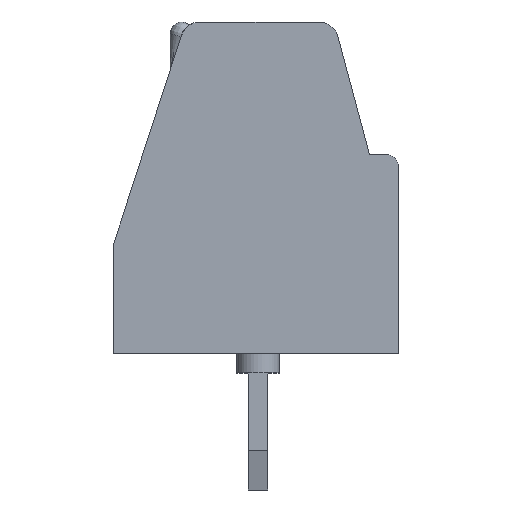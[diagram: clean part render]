
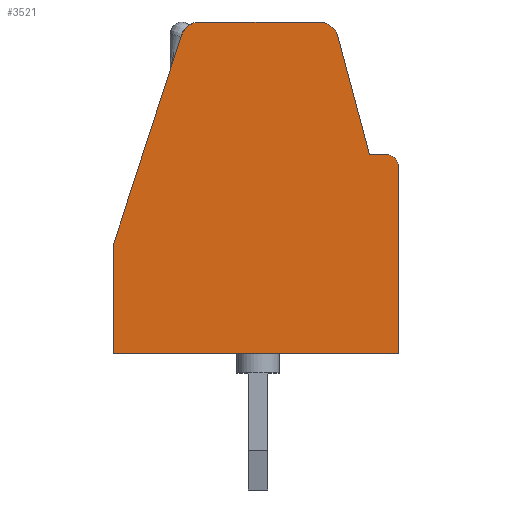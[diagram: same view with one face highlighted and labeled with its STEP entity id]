
A CAD part, left-side view. The second image highlights one B-rep face of the part: STEP entity #3521.
In plain terms, the highlighted planar face has unit normal (-1, 0, 0).
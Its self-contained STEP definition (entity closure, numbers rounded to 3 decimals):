
#132=LINE('',#5267,#496);
#133=LINE('',#5271,#497);
#134=LINE('',#5273,#498);
#135=LINE('',#5277,#499);
#136=LINE('',#5281,#500);
#137=LINE('',#5283,#501);
#138=LINE('',#5284,#502);
#496=VECTOR('',#4227,4.8);
#497=VECTOR('',#4230,0.439);
#498=VECTOR('',#4231,3.136);
#499=VECTOR('',#4234,3.053);
#500=VECTOR('',#4237,5.623);
#501=VECTOR('',#4238,2.806);
#502=VECTOR('',#4239,7.3);
#860=PLANE('',#3759);
#1047=FACE_OUTER_BOUND('',#1262,.T.);
#1262=EDGE_LOOP('',(#2585,#2586,#2587,#2588,#2589,#2590,#2591,#2592,#2593,
#2594));
#1457=CIRCLE('',#3760,0.3);
#1458=CIRCLE('',#3761,0.5);
#1459=CIRCLE('',#3762,0.5);
#1621=VERTEX_POINT('',#5265);
#1622=VERTEX_POINT('',#5266);
#1623=VERTEX_POINT('',#5268);
#1624=VERTEX_POINT('',#5270);
#1625=VERTEX_POINT('',#5272);
#1626=VERTEX_POINT('',#5274);
#1627=VERTEX_POINT('',#5276);
#1628=VERTEX_POINT('',#5278);
#1629=VERTEX_POINT('',#5280);
#1630=VERTEX_POINT('',#5282);
#1999=EDGE_CURVE('',#1621,#1622,#132,.T.);
#2000=EDGE_CURVE('',#1623,#1621,#1457,.T.);
#2001=EDGE_CURVE('',#1624,#1623,#133,.T.);
#2002=EDGE_CURVE('',#1625,#1624,#134,.T.);
#2003=EDGE_CURVE('',#1626,#1625,#1458,.T.);
#2004=EDGE_CURVE('',#1627,#1626,#135,.T.);
#2005=EDGE_CURVE('',#1628,#1627,#1459,.T.);
#2006=EDGE_CURVE('',#1629,#1628,#136,.T.);
#2007=EDGE_CURVE('',#1630,#1629,#137,.T.);
#2008=EDGE_CURVE('',#1622,#1630,#138,.T.);
#2585=ORIENTED_EDGE('',*,*,#1999,.F.);
#2586=ORIENTED_EDGE('',*,*,#2000,.F.);
#2587=ORIENTED_EDGE('',*,*,#2001,.F.);
#2588=ORIENTED_EDGE('',*,*,#2002,.F.);
#2589=ORIENTED_EDGE('',*,*,#2003,.F.);
#2590=ORIENTED_EDGE('',*,*,#2004,.F.);
#2591=ORIENTED_EDGE('',*,*,#2005,.F.);
#2592=ORIENTED_EDGE('',*,*,#2006,.F.);
#2593=ORIENTED_EDGE('',*,*,#2007,.F.);
#2594=ORIENTED_EDGE('',*,*,#2008,.F.);
#3521=ADVANCED_FACE('',(#1047),#860,.F.);
#3759=AXIS2_PLACEMENT_3D('',#5264,#4225,#4226);
#3760=AXIS2_PLACEMENT_3D('',#5269,#4228,#4229);
#3761=AXIS2_PLACEMENT_3D('',#5275,#4232,#4233);
#3762=AXIS2_PLACEMENT_3D('',#5279,#4235,#4236);
#4225=DIRECTION('center_axis',(1.,0.,0.));
#4226=DIRECTION('ref_axis',(0.,1.,0.));
#4227=DIRECTION('',(0.,0.,-1.));
#4228=DIRECTION('center_axis',(1.,0.,0.));
#4229=DIRECTION('ref_axis',(0.,1.,0.));
#4230=DIRECTION('',(0.,-1.,0.));
#4231=DIRECTION('',(0.,-0.259,-0.966));
#4232=DIRECTION('center_axis',(1.,0.,0.));
#4233=DIRECTION('ref_axis',(0.,1.,0.));
#4234=DIRECTION('',(0.,-1.,0.));
#4235=DIRECTION('center_axis',(1.,0.,0.));
#4236=DIRECTION('ref_axis',(0.,1.,0.));
#4237=DIRECTION('',(0.,-0.309,0.951));
#4238=DIRECTION('',(0.,0.,1.));
#4239=DIRECTION('',(0.,1.,0.));
#5264=CARTESIAN_POINT('Origin',(-7.62,-3.965,-0.425));
#5265=CARTESIAN_POINT('',(-7.62,-3.6,4.8));
#5266=CARTESIAN_POINT('',(-7.62,-3.6,0.));
#5267=CARTESIAN_POINT('',(-7.62,-3.6,4.8));
#5268=CARTESIAN_POINT('',(-7.62,-3.3,5.1));
#5269=CARTESIAN_POINT('Origin',(-7.62,-3.3,4.8));
#5270=CARTESIAN_POINT('',(-7.62,-2.861,5.1));
#5271=CARTESIAN_POINT('',(-7.62,-2.861,5.1));
#5272=CARTESIAN_POINT('',(-7.62,-2.049,8.129));
#5273=CARTESIAN_POINT('',(-7.62,-2.049,8.129));
#5274=CARTESIAN_POINT('',(-7.62,-1.566,8.5));
#5275=CARTESIAN_POINT('Origin',(-7.62,-1.566,8.));
#5276=CARTESIAN_POINT('',(-7.62,1.487,8.5));
#5277=CARTESIAN_POINT('',(-7.62,1.487,8.5));
#5278=CARTESIAN_POINT('',(-7.62,1.962,8.155));
#5279=CARTESIAN_POINT('Origin',(-7.62,1.487,8.));
#5280=CARTESIAN_POINT('',(-7.62,3.7,2.806));
#5281=CARTESIAN_POINT('',(-7.62,3.7,2.806));
#5282=CARTESIAN_POINT('',(-7.62,3.7,0.));
#5283=CARTESIAN_POINT('',(-7.62,3.7,0.));
#5284=CARTESIAN_POINT('',(-7.62,-3.6,0.));
